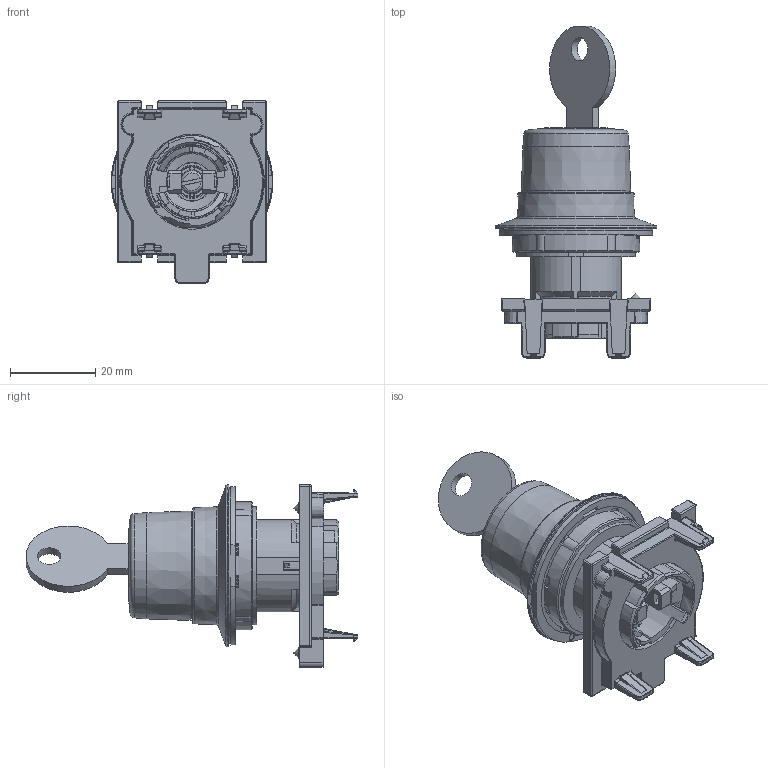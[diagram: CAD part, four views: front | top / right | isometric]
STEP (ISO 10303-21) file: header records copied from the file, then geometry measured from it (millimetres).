
FILE_DESCRIPTION(/* description */ (''),/* implementation_level */ '2;1');
FILE_NAME(/* name */ 'FILE_STP_CAD_DRAWING_LPFS320_CATALOG_prt.stp',/* time_stamp */ '2020-10-16T13:32:16+02:00',/* author */ (''),/* organization */ (''),/* preprocessor_version */ 'ST-DEVELOPER v16.7',/* originating_system */ 'SIEMENS PLM Software NX 12.0',/* authorisation */ '');
FILE_SCHEMA (('AUTOMOTIVE_DESIGN { 1 0 10303 214 3 1 1 1 }'));
Length unit declared in the file: millimetre
Products named in the file (1): LPFS320_CATALOG
Bounding box: 37.99 x 77.96 x 42.8 mm (x, y, z)
Surface area: 14172.8 mm2 (no closed solid volume)
Topology: 0 solids, 18 shells, 800 faces, 2810 edges, 1963 vertices
Faces by surface type: plane 322, cylinder 220, bspline 103, cone 76, torus 45, sphere 18, extrusion 16
Full cylindrical faces by diameter (mm): 1.8 x1, 2.6 x2, 2.8 x8, 5.3 x3, 5.5 x1, 16 x1, 16.7 x1
Entity records: 35540 total; most frequent: CARTESIAN_POINT 13045, ORIENTED_EDGE 4480, DIRECTION 4339, EDGE_CURVE 2732, VERTEX_POINT 1946, AXIS2_PLACEMENT_3D 1605, VECTOR 1129, LINE 1113
